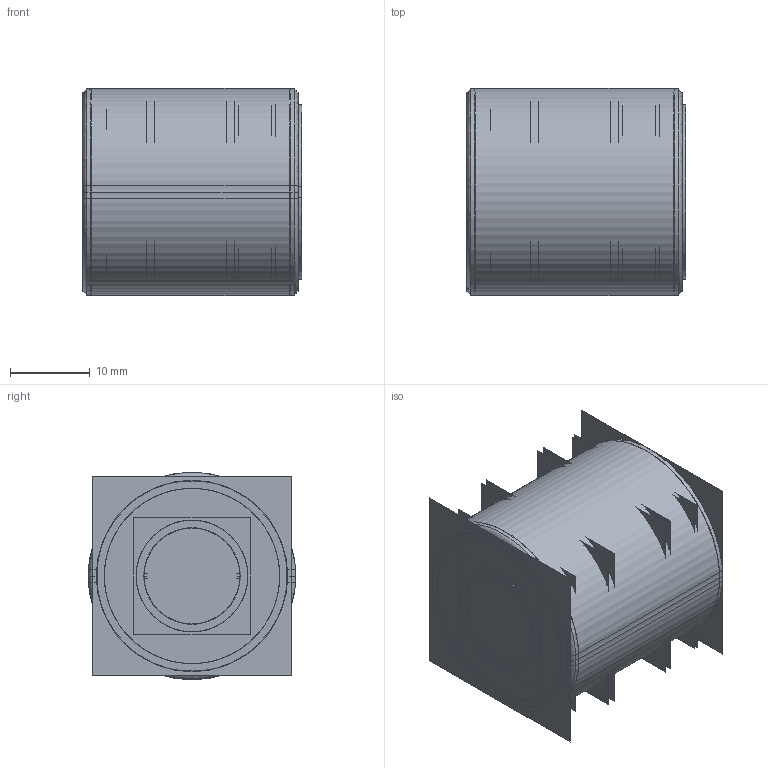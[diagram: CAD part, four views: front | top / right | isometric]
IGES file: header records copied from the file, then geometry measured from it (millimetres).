
Start section:  PTC IGES file: fp422z.igs
Global section: file name: fp422z.igs; native system: Creo Parametric by Parametric Technology Corporation; preprocessor: 2013150; author: sales 4; organization: Unknown; date: 20140325.144224; units: millimetre
Bounding box: 27.5 x 26 x 26 mm (x, y, z)
Volume: 9153 mm3; surface area: 90635.2 mm2
Topology: 24 solids, 24 shells, 3800 faces, 19216 edges, 23664 vertices
Faces by surface type: bspline 2820, revolution 980
